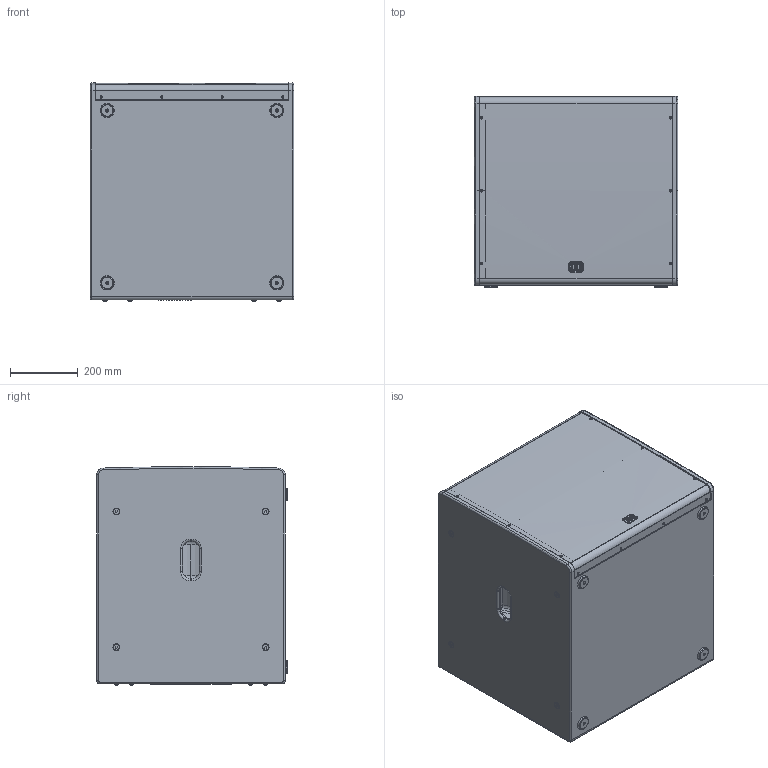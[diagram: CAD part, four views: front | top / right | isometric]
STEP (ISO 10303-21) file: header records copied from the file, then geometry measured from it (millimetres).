
FILE_DESCRIPTION (( 'STEP AP214' ), '1' );
FILE_NAME ('TNA-1800SA - Fully Assembled - Simplified Web.STEP', '2022-04-20T15:23:43', ( '' ), ( '' ), 'SwSTEP 2.0', 'SolidWorks 2019', '' );
FILE_SCHEMA (( 'AUTOMOTIVE_DESIGN' ));
Length unit declared in the file: millimetre
Products named in the file (1): TNA-1800SA - Fully Assembled - Simplified Web
Bounding box: 600 x 562 x 644.4 mm (x, y, z)
Volume: 209704285.7 mm3; surface area: 3052296.7 mm2
Topology: 1 solids, 75 shells, 3612 faces, 8647 edges, 5335 vertices
Faces by surface type: cylinder 1286, plane 1110, torus 643, cone 313, bspline 201, sphere 59
Entity records: 210103 total; most frequent: CARTESIAN_POINT 91277, ORIENTED_EDGE 17094, DIRECTION 17079, EDGE_CURVE 8547, AXIS2_PLACEMENT_3D 6813, VERTEX_POINT 5317, EDGE_LOOP 3942, FACE_OUTER_BOUND 3612
